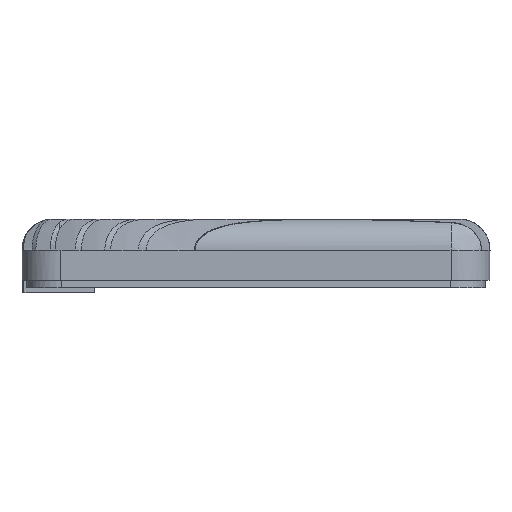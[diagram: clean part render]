
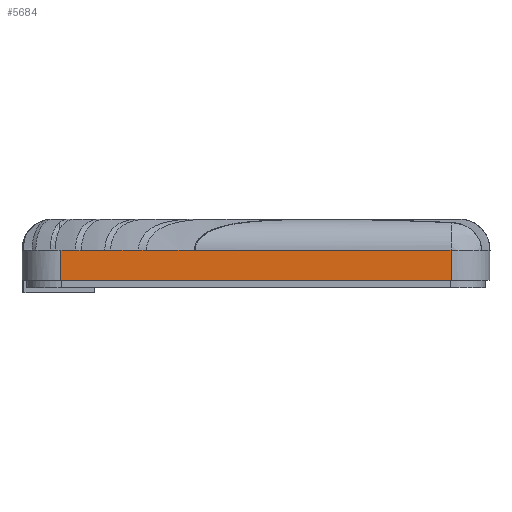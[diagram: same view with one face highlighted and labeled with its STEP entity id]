
A CAD part, front view. The second image highlights one B-rep face of the part: STEP entity #5684.
In plain terms, the highlighted planar face has unit normal (0, -1, 0).
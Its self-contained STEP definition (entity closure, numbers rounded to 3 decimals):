
#31=PLANE('',#6010);
#493=LINE('',#8165,#1014);
#500=LINE('',#8662,#1021);
#502=LINE('',#8684,#1023);
#503=LINE('',#8686,#1024);
#504=LINE('',#8688,#1025);
#505=LINE('',#8690,#1026);
#506=LINE('',#8692,#1027);
#507=LINE('',#8694,#1028);
#508=LINE('',#8696,#1029);
#509=LINE('',#8698,#1030);
#510=LINE('',#8700,#1031);
#511=LINE('',#8702,#1032);
#512=LINE('',#8704,#1033);
#513=LINE('',#8705,#1034);
#514=LINE('',#8707,#1035);
#515=LINE('',#8709,#1036);
#516=LINE('',#8710,#1037);
#1014=VECTOR('',#6479,10.);
#1021=VECTOR('',#6498,10.);
#1023=VECTOR('',#6502,10.);
#1024=VECTOR('',#6503,10.);
#1025=VECTOR('',#6504,4.);
#1026=VECTOR('',#6505,10.);
#1027=VECTOR('',#6506,10.);
#1028=VECTOR('',#6507,10.);
#1029=VECTOR('',#6508,10.);
#1030=VECTOR('',#6509,10.);
#1031=VECTOR('',#6510,10.);
#1032=VECTOR('',#6511,10.);
#1033=VECTOR('',#6512,10.);
#1034=VECTOR('',#6513,10.);
#1035=VECTOR('',#6514,10.);
#1036=VECTOR('',#6515,10.);
#1037=VECTOR('',#6516,4.);
#1539=FACE_OUTER_BOUND('',#1850,.T.);
#1850=EDGE_LOOP('',(#3894,#3895,#3896,#3897,#3898,#3899,#3900,#3901,#3902,
#3903,#3904,#3905,#3906,#3907,#3908,#3909,#3910));
#2353=VERTEX_POINT('',#8162);
#2354=VERTEX_POINT('',#8164);
#2369=VERTEX_POINT('',#8661);
#2371=VERTEX_POINT('',#8682);
#2372=VERTEX_POINT('',#8683);
#2373=VERTEX_POINT('',#8685);
#2374=VERTEX_POINT('',#8687);
#2375=VERTEX_POINT('',#8689);
#2376=VERTEX_POINT('',#8691);
#2377=VERTEX_POINT('',#8693);
#2378=VERTEX_POINT('',#8695);
#2379=VERTEX_POINT('',#8697);
#2380=VERTEX_POINT('',#8699);
#2381=VERTEX_POINT('',#8701);
#2382=VERTEX_POINT('',#8703);
#2383=VERTEX_POINT('',#8706);
#2384=VERTEX_POINT('',#8708);
#2951=EDGE_CURVE('',#2353,#2354,#493,.T.);
#2974=EDGE_CURVE('',#2354,#2369,#500,.T.);
#2977=EDGE_CURVE('',#2371,#2372,#502,.T.);
#2978=EDGE_CURVE('',#2372,#2373,#503,.T.);
#2979=EDGE_CURVE('',#2373,#2374,#504,.T.);
#2980=EDGE_CURVE('',#2374,#2375,#505,.T.);
#2981=EDGE_CURVE('',#2376,#2375,#506,.T.);
#2982=EDGE_CURVE('',#2376,#2377,#507,.T.);
#2983=EDGE_CURVE('',#2378,#2377,#508,.T.);
#2984=EDGE_CURVE('',#2378,#2379,#509,.T.);
#2985=EDGE_CURVE('',#2380,#2379,#510,.T.);
#2986=EDGE_CURVE('',#2380,#2381,#511,.T.);
#2987=EDGE_CURVE('',#2382,#2381,#512,.T.);
#2988=EDGE_CURVE('',#2382,#2369,#513,.T.);
#2989=EDGE_CURVE('',#2353,#2383,#514,.T.);
#2990=EDGE_CURVE('',#2384,#2383,#515,.T.);
#2991=EDGE_CURVE('',#2384,#2371,#516,.T.);
#3894=ORIENTED_EDGE('',*,*,#2977,.T.);
#3895=ORIENTED_EDGE('',*,*,#2978,.T.);
#3896=ORIENTED_EDGE('',*,*,#2979,.T.);
#3897=ORIENTED_EDGE('',*,*,#2980,.T.);
#3898=ORIENTED_EDGE('',*,*,#2981,.F.);
#3899=ORIENTED_EDGE('',*,*,#2982,.T.);
#3900=ORIENTED_EDGE('',*,*,#2983,.F.);
#3901=ORIENTED_EDGE('',*,*,#2984,.T.);
#3902=ORIENTED_EDGE('',*,*,#2985,.F.);
#3903=ORIENTED_EDGE('',*,*,#2986,.T.);
#3904=ORIENTED_EDGE('',*,*,#2987,.F.);
#3905=ORIENTED_EDGE('',*,*,#2988,.T.);
#3906=ORIENTED_EDGE('',*,*,#2974,.F.);
#3907=ORIENTED_EDGE('',*,*,#2951,.F.);
#3908=ORIENTED_EDGE('',*,*,#2989,.T.);
#3909=ORIENTED_EDGE('',*,*,#2990,.F.);
#3910=ORIENTED_EDGE('',*,*,#2991,.T.);
#5684=ADVANCED_FACE('',(#1539),#31,.T.);
#6010=AXIS2_PLACEMENT_3D('',#8681,#6500,#6501);
#6479=DIRECTION('',(0.,0.,1.));
#6498=DIRECTION('',(1.,0.,0.));
#6500=DIRECTION('center_axis',(0.,-1.,0.));
#6501=DIRECTION('ref_axis',(-1.,0.,0.));
#6502=DIRECTION('',(-1.,0.,0.));
#6503=DIRECTION('',(0.,0.,1.));
#6504=DIRECTION('',(-1.,0.,0.));
#6505=DIRECTION('',(0.,0.,-1.));
#6506=DIRECTION('',(1.,0.,0.));
#6507=DIRECTION('',(0.,0.,1.));
#6508=DIRECTION('',(1.,0.,0.));
#6509=DIRECTION('',(0.,0.,-1.));
#6510=DIRECTION('',(1.,0.,0.));
#6511=DIRECTION('',(0.,0.,1.));
#6512=DIRECTION('',(1.,0.,0.));
#6513=DIRECTION('',(0.,0.,-1.));
#6514=DIRECTION('',(1.,0.,0.));
#6515=DIRECTION('',(0.,0.,-1.));
#6516=DIRECTION('',(-1.,0.,0.));
#8162=CARTESIAN_POINT('',(-23.,-64.,20.85));
#8164=CARTESIAN_POINT('',(-23.,-64.,24.73));
#8165=CARTESIAN_POINT('',(-23.,-64.,24.));
#8661=CARTESIAN_POINT('',(-21.159,-64.,24.73));
#8662=CARTESIAN_POINT('',(-18.523,-64.,24.73));
#8681=CARTESIAN_POINT('Origin',(32.,-64.,24.));
#8682=CARTESIAN_POINT('',(-5.78,-64.,24.731));
#8683=CARTESIAN_POINT('',(-12.053,-64.,24.73));
#8684=CARTESIAN_POINT('',(-18.523,-64.,24.73));
#8685=CARTESIAN_POINT('',(-12.053,-64.,24.731));
#8686=CARTESIAN_POINT('',(-12.053,-64.,24.73));
#8687=CARTESIAN_POINT('',(-13.061,-64.,24.731));
#8688=CARTESIAN_POINT('',(-21.818,-64.,24.731));
#8689=CARTESIAN_POINT('',(-13.061,-64.,24.73));
#8690=CARTESIAN_POINT('',(-13.061,-64.,24.731));
#8691=CARTESIAN_POINT('',(-16.637,-64.,24.73));
#8692=CARTESIAN_POINT('',(-18.523,-64.,24.73));
#8693=CARTESIAN_POINT('',(-16.637,-64.,24.731));
#8694=CARTESIAN_POINT('',(-16.637,-64.,24.73));
#8695=CARTESIAN_POINT('',(-17.377,-64.,24.731));
#8696=CARTESIAN_POINT('',(-21.318,-64.,24.731));
#8697=CARTESIAN_POINT('',(-17.377,-64.,24.73));
#8698=CARTESIAN_POINT('',(-17.377,-64.,24.731));
#8699=CARTESIAN_POINT('',(-20.394,-64.,24.73));
#8700=CARTESIAN_POINT('',(-18.523,-64.,24.73));
#8701=CARTESIAN_POINT('',(-20.394,-64.,24.731));
#8702=CARTESIAN_POINT('',(-20.394,-64.,24.73));
#8703=CARTESIAN_POINT('',(-21.159,-64.,24.731));
#8704=CARTESIAN_POINT('',(-21.318,-64.,24.731));
#8705=CARTESIAN_POINT('',(-21.159,-64.,24.731));
#8706=CARTESIAN_POINT('',(27.,-64.,20.85));
#8707=CARTESIAN_POINT('',(17.,-64.,20.85));
#8708=CARTESIAN_POINT('',(27.,-64.,24.731));
#8709=CARTESIAN_POINT('',(27.,-64.,24.));
#8710=CARTESIAN_POINT('',(-21.818,-64.,24.731));
